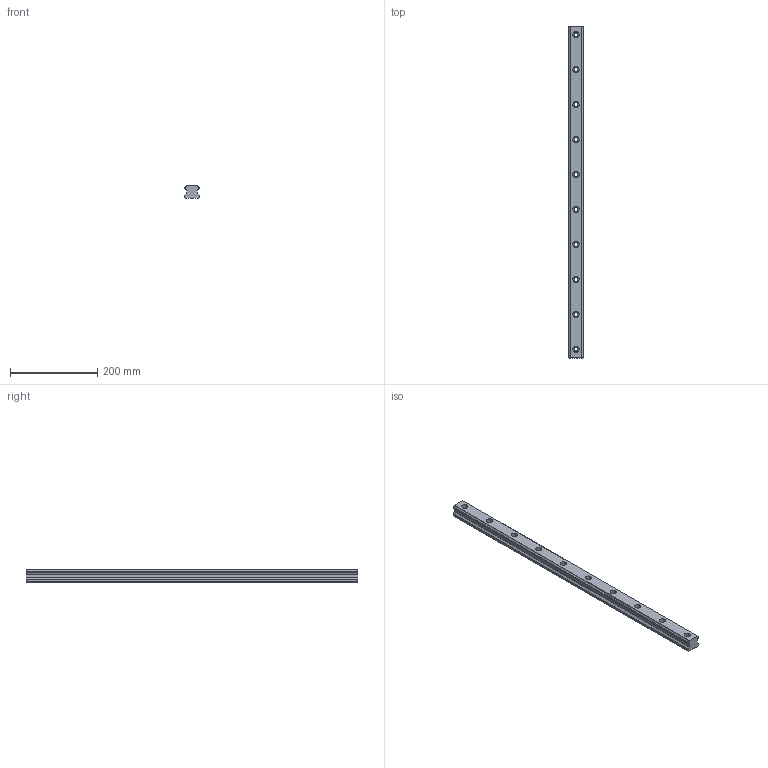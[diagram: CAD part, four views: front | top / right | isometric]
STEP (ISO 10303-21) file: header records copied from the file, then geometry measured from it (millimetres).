
FILE_DESCRIPTION (( 'STEP AP203' ), '1' );
FILE_NAME ('H35-760L.step', '2021-02-18T17:48:54', ( '' ), ( '' ), 'SwSTEP 2.0', 'SolidWorks 2019', '' );
FILE_SCHEMA (( 'CONFIG_CONTROL_DESIGN' ));
Length unit declared in the file: millimetre
Products named in the file (1): H35-760L
Bounding box: 34 x 760 x 29 mm (x, y, z)
Volume: 616132.2 mm3; surface area: 108946.3 mm2
Topology: 1 solids, 1 shells, 118 faces, 348 edges, 232 vertices
Faces by surface type: plane 70, cylinder 48
Entity records: 4105 total; most frequent: CARTESIAN_POINT 819, ORIENTED_EDGE 696, DIRECTION 682, EDGE_CURVE 348, AXIS2_PLACEMENT_3D 255, VERTEX_POINT 232, LINE 172, VECTOR 172
